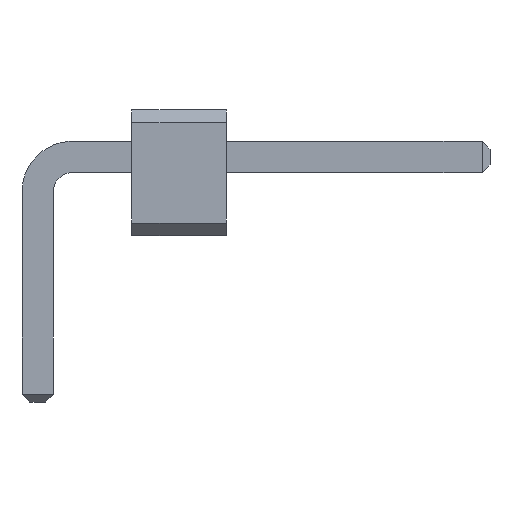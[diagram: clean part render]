
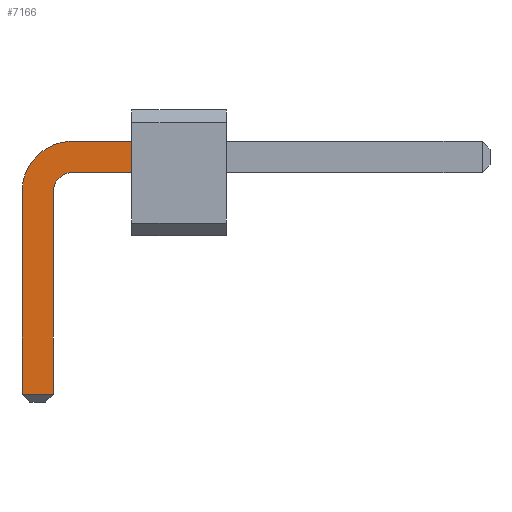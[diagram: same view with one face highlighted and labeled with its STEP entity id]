
A CAD part, front view. The second image highlights one B-rep face of the part: STEP entity #7166.
In plain terms, the highlighted planar face has unit normal (0, -1, 0).
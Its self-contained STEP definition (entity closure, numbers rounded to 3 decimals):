
#2350 = VERTEX_POINT('',#2351);
#2351 = CARTESIAN_POINT('',(1.5,-26.25,0.75));
#2366 = VERTEX_POINT('',#2367);
#2367 = CARTESIAN_POINT('',(1.5,-26.25,1.25));
#2373 = EDGE_CURVE('',#2366,#2350,#2374,.T.);
#2374 = LINE('',#2375,#2376);
#2375 = CARTESIAN_POINT('',(1.5,-26.25,0.499));
#2376 = VECTOR('',#2377,1.);
#2377 = DIRECTION('',(0.,0.,-1.));
#7148 = EDGE_CURVE('',#2350,#7149,#7151,.T.);
#7149 = VERTEX_POINT('',#7150);
#7150 = CARTESIAN_POINT('',(0.5,-26.25,0.75));
#7151 = LINE('',#7152,#7153);
#7152 = CARTESIAN_POINT('',(7.2,-26.25,0.75));
#7153 = VECTOR('',#7154,1.);
#7154 = DIRECTION('',(-1.,0.,0.));
#7166 = ADVANCED_FACE('',(#7167),#7219,.F.);
#7167 = FACE_BOUND('',#7168,.F.);
#7168 = EDGE_LOOP('',(#7169,#7170,#7171,#7180,#7188,#7196,#7204,#7213));
#7169 = ORIENTED_EDGE('',*,*,#2373,.T.);
#7170 = ORIENTED_EDGE('',*,*,#7148,.T.);
#7171 = ORIENTED_EDGE('',*,*,#7172,.T.);
#7172 = EDGE_CURVE('',#7149,#7173,#7175,.T.);
#7173 = VERTEX_POINT('',#7174);
#7174 = CARTESIAN_POINT('',(0.25,-26.25,0.5));
#7175 = CIRCLE('',#7176,0.324);
#7176 = AXIS2_PLACEMENT_3D('',#7177,#7178,#7179);
#7177 = CARTESIAN_POINT('',(0.567,-26.25,0.433));
#7178 = DIRECTION('',(0.,-1.,0.));
#7179 = DIRECTION('',(-0.207,0.,0.978)
);
#7180 = ORIENTED_EDGE('',*,*,#7181,.T.);
#7181 = EDGE_CURVE('',#7173,#7182,#7184,.T.);
#7182 = VERTEX_POINT('',#7183);
#7183 = CARTESIAN_POINT('',(0.25,-26.25,-2.775));
#7184 = LINE('',#7185,#7186);
#7185 = CARTESIAN_POINT('',(0.25,-26.25,0.5));
#7186 = VECTOR('',#7187,1.);
#7187 = DIRECTION('',(0.,0.,-1.));
#7188 = ORIENTED_EDGE('',*,*,#7189,.T.);
#7189 = EDGE_CURVE('',#7182,#7190,#7192,.T.);
#7190 = VERTEX_POINT('',#7191);
#7191 = CARTESIAN_POINT('',(-0.25,-26.25,-2.775));
#7192 = LINE('',#7193,#7194);
#7193 = CARTESIAN_POINT('',(0.25,-26.25,-2.775));
#7194 = VECTOR('',#7195,1.);
#7195 = DIRECTION('',(-1.,0.,0.));
#7196 = ORIENTED_EDGE('',*,*,#7197,.T.);
#7197 = EDGE_CURVE('',#7190,#7198,#7200,.T.);
#7198 = VERTEX_POINT('',#7199);
#7199 = CARTESIAN_POINT('',(-0.25,-26.25,0.5));
#7200 = LINE('',#7201,#7202);
#7201 = CARTESIAN_POINT('',(-0.25,-26.25,-2.9));
#7202 = VECTOR('',#7203,1.);
#7203 = DIRECTION('',(0.,0.,1.));
#7204 = ORIENTED_EDGE('',*,*,#7205,.T.);
#7205 = EDGE_CURVE('',#7198,#7206,#7208,.T.);
#7206 = VERTEX_POINT('',#7207);
#7207 = CARTESIAN_POINT('',(0.5,-26.25,1.25));
#7208 = CIRCLE('',#7209,0.808);
#7209 = AXIS2_PLACEMENT_3D('',#7210,#7211,#7212);
#7210 = CARTESIAN_POINT('',(0.556,-26.25,0.444));
#7211 = DIRECTION('',(0.,1.,0.));
#7212 = DIRECTION('',(-0.998,0.,
0.069));
#7213 = ORIENTED_EDGE('',*,*,#7214,.T.);
#7214 = EDGE_CURVE('',#7206,#2366,#7215,.T.);
#7215 = LINE('',#7216,#7217);
#7216 = CARTESIAN_POINT('',(0.5,-26.25,1.25));
#7217 = VECTOR('',#7218,1.);
#7218 = DIRECTION('',(1.,0.,0.));
#7219 = PLANE('',#7220);
#7220 = AXIS2_PLACEMENT_3D('',#7221,#7222,#7223);
#7221 = CARTESIAN_POINT('',(2.437,-26.25,0.248));
#7222 = DIRECTION('',(0.,1.,-0.));
#7223 = DIRECTION('',(0.,0.,-1.));
